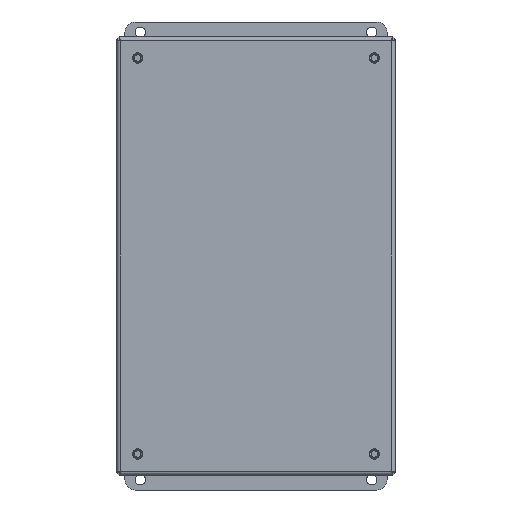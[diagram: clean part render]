
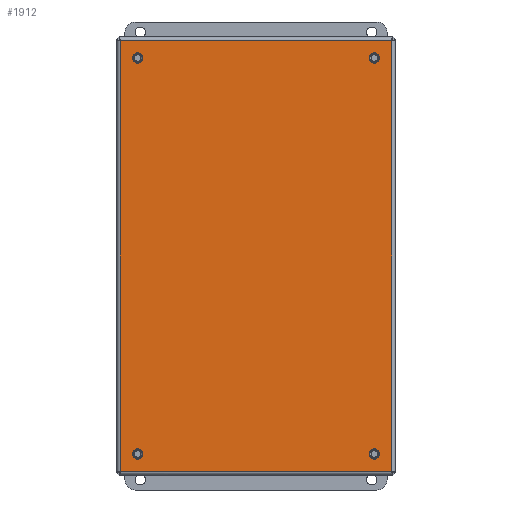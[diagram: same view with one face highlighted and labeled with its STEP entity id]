
A CAD part, front view. The second image highlights one B-rep face of the part: STEP entity #1912.
In plain terms, the highlighted planar face has unit normal (0, -1, 0).
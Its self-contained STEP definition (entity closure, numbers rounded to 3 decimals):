
#1912 = ADVANCED_FACE( '', ( #4740, #4741, #4742, #4743, #4744 ), #4745, .T. );
#4740 = FACE_BOUND( '', #8942, .T. );
#4741 = FACE_BOUND( '', #8943, .T. );
#4742 = FACE_BOUND( '', #8944, .T. );
#4743 = FACE_BOUND( '', #8945, .T. );
#4744 = FACE_OUTER_BOUND( '', #8946, .T. );
#4745 = PLANE( '', #8947 );
#8942 = EDGE_LOOP( '', ( #15081 ) );
#8943 = EDGE_LOOP( '', ( #15082 ) );
#8944 = EDGE_LOOP( '', ( #15083 ) );
#8945 = EDGE_LOOP( '', ( #15084 ) );
#8946 = EDGE_LOOP( '', ( #15085, #15086, #15087, #15088 ) );
#8947 = AXIS2_PLACEMENT_3D( '', #15089, #15090, #15091 );
#15081 = ORIENTED_EDGE( '', *, *, #28611, .T. );
#15082 = ORIENTED_EDGE( '', *, *, #28612, .T. );
#15083 = ORIENTED_EDGE( '', *, *, #28613, .T. );
#15084 = ORIENTED_EDGE( '', *, *, #28614, .T. );
#15085 = ORIENTED_EDGE( '', *, *, #28615, .T. );
#15086 = ORIENTED_EDGE( '', *, *, #28616, .F. );
#15087 = ORIENTED_EDGE( '', *, *, #28617, .T. );
#15088 = ORIENTED_EDGE( '', *, *, #28618, .T. );
#15089 = CARTESIAN_POINT( '', ( 0., 0., 0. ) );
#15090 = DIRECTION( '', ( 0., -1., 0. ) );
#15091 = DIRECTION( '', ( 0., 0., -1. ) );
#28611 = EDGE_CURVE( '', #33464, #33464, #33465, .T. );
#28612 = EDGE_CURVE( '', #33466, #33466, #33467, .T. );
#28613 = EDGE_CURVE( '', #33468, #33468, #33469, .T. );
#28614 = EDGE_CURVE( '', #33470, #33470, #33471, .T. );
#28615 = EDGE_CURVE( '', #33472, #33473, #33474, .T. );
#28616 = EDGE_CURVE( '', #32754, #33473, #33475, .T. );
#28617 = EDGE_CURVE( '', #32754, #33476, #33477, .T. );
#28618 = EDGE_CURVE( '', #33476, #33472, #33478, .T. );
#32754 = VERTEX_POINT( '', #40635 );
#33464 = VERTEX_POINT( '', #42519 );
#33465 = CIRCLE( '', #42520, 3.175 );
#33466 = VERTEX_POINT( '', #42521 );
#33467 = CIRCLE( '', #42522, 3.175 );
#33468 = VERTEX_POINT( '', #42523 );
#33469 = CIRCLE( '', #42524, 3.175 );
#33470 = VERTEX_POINT( '', #42525 );
#33471 = CIRCLE( '', #42526, 3.175 );
#33472 = VERTEX_POINT( '', #42527 );
#33473 = VERTEX_POINT( '', #42528 );
#33474 = LINE( '', #42529, #42530 );
#33475 = LINE( '', #42531, #42532 );
#33476 = VERTEX_POINT( '', #42533 );
#33477 = LINE( '', #42534, #42535 );
#33478 = LINE( '', #42536, #42537 );
#40635 = CARTESIAN_POINT( '', ( 83.706, 0., 132.918 ) );
#42519 = CARTESIAN_POINT( '', ( 76.2, 0., 122.238 ) );
#42520 = AXIS2_PLACEMENT_3D( '', #56302, #56303, #56304 );
#42521 = CARTESIAN_POINT( '', ( 76.2, 0., -122.238 ) );
#42522 = AXIS2_PLACEMENT_3D( '', #56305, #56306, #56307 );
#42523 = CARTESIAN_POINT( '', ( -69.85, 0., 122.238 ) );
#42524 = AXIS2_PLACEMENT_3D( '', #56308, #56309, #56310 );
#42525 = CARTESIAN_POINT( '', ( -69.85, 0., -122.238 ) );
#42526 = AXIS2_PLACEMENT_3D( '', #56311, #56312, #56313 );
#42527 = CARTESIAN_POINT( '', ( -83.706, 0., -132.918 ) );
#42528 = CARTESIAN_POINT( '', ( 83.706, 0., -132.918 ) );
#42529 = CARTESIAN_POINT( '', ( 83.706, 0., -132.918 ) );
#42530 = VECTOR( '', #56314, 1000. );
#42531 = CARTESIAN_POINT( '', ( 83.706, 0., 132.918 ) );
#42532 = VECTOR( '', #56315, 1000. );
#42533 = CARTESIAN_POINT( '', ( -83.706, 0., 132.918 ) );
#42534 = CARTESIAN_POINT( '', ( -86.043, 0., 132.918 ) );
#42535 = VECTOR( '', #56316, 1000. );
#42536 = CARTESIAN_POINT( '', ( -83.706, 0., -135.255 ) );
#42537 = VECTOR( '', #56317, 1000. );
#56302 = CARTESIAN_POINT( '', ( 73.025, 0., 122.238 ) );
#56303 = DIRECTION( '', ( 0., 1., 0. ) );
#56304 = DIRECTION( '', ( 1., 0., 0. ) );
#56305 = CARTESIAN_POINT( '', ( 73.025, 0., -122.238 ) );
#56306 = DIRECTION( '', ( 0., 1., 0. ) );
#56307 = DIRECTION( '', ( 1., 0., 0. ) );
#56308 = CARTESIAN_POINT( '', ( -73.025, 0., 122.238 ) );
#56309 = DIRECTION( '', ( 0., 1., 0. ) );
#56310 = DIRECTION( '', ( 1., 0., 0. ) );
#56311 = CARTESIAN_POINT( '', ( -73.025, 0., -122.238 ) );
#56312 = DIRECTION( '', ( 0., 1., 0. ) );
#56313 = DIRECTION( '', ( 1., 0., 0. ) );
#56314 = DIRECTION( '', ( 1., 0., 0. ) );
#56315 = DIRECTION( '', ( 0., 0., -1. ) );
#56316 = DIRECTION( '', ( -1., 0., 0. ) );
#56317 = DIRECTION( '', ( 0., 0., -1. ) );
